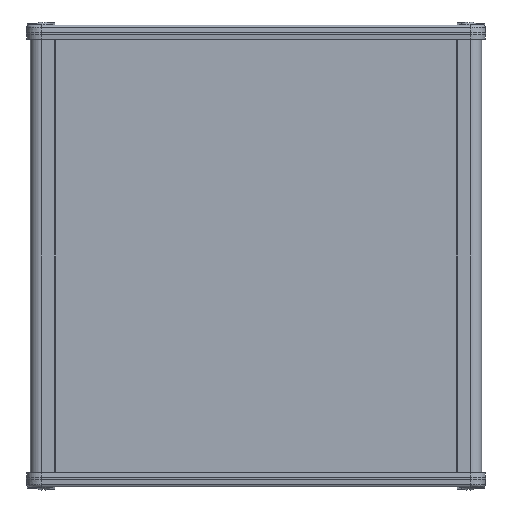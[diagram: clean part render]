
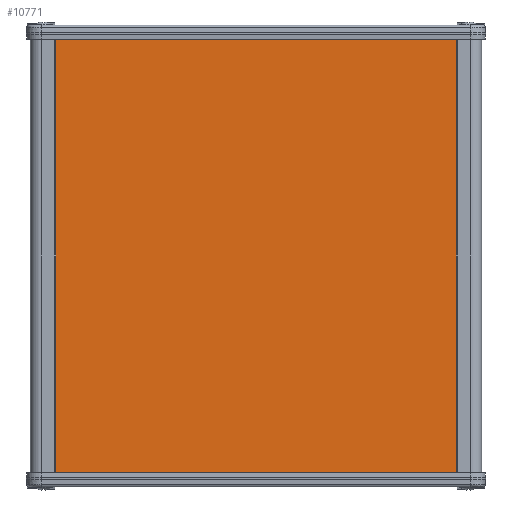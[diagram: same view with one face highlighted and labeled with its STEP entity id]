
A CAD part, front view. The second image highlights one B-rep face of the part: STEP entity #10771.
In plain terms, the highlighted planar face has unit normal (0, -1, 0).
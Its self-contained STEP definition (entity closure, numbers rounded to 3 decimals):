
#493=PLANE('',#11634);
#801=FACE_OUTER_BOUND('',#1353,.T.);
#1353=EDGE_LOOP('',(#7531,#7532,#7533,#7534));
#1827=LINE('',#15796,#2685);
#1984=LINE('',#16330,#2842);
#2056=LINE('',#16590,#2914);
#2057=LINE('',#16591,#2915);
#2685=VECTOR('',#12586,10.);
#2842=VECTOR('',#13139,10.);
#2914=VECTOR('',#13401,10.);
#2915=VECTOR('',#13402,10.);
#4142=VERTEX_POINT('',#15789);
#4145=VERTEX_POINT('',#15794);
#4322=VERTEX_POINT('',#16326);
#4324=VERTEX_POINT('',#16329);
#5316=EDGE_CURVE('',#4145,#4142,#1827,.T.);
#5582=EDGE_CURVE('',#4324,#4322,#1984,.T.);
#5709=EDGE_CURVE('',#4322,#4142,#2056,.T.);
#5710=EDGE_CURVE('',#4324,#4145,#2057,.T.);
#7531=ORIENTED_EDGE('',*,*,#5582,.T.);
#7532=ORIENTED_EDGE('',*,*,#5709,.T.);
#7533=ORIENTED_EDGE('',*,*,#5316,.F.);
#7534=ORIENTED_EDGE('',*,*,#5710,.F.);
#10771=ADVANCED_FACE('',(#801),#493,.F.);
#11634=AXIS2_PLACEMENT_3D('',#16589,#13399,#13400);
#12586=DIRECTION('',(0.,0.,-1.));
#13139=DIRECTION('',(0.,0.,-1.));
#13399=DIRECTION('center_axis',(0.,1.,0.));
#13400=DIRECTION('ref_axis',(0.,0.,1.));
#13401=DIRECTION('',(1.,0.,0.));
#13402=DIRECTION('',(1.,0.,0.));
#15789=CARTESIAN_POINT('',(73.5,-26.25,-80.));
#15794=CARTESIAN_POINT('',(73.5,-26.25,80.));
#15796=CARTESIAN_POINT('',(73.5,-26.25,0.));
#16326=CARTESIAN_POINT('',(-73.5,-26.25,-80.));
#16329=CARTESIAN_POINT('',(-73.5,-26.25,80.));
#16330=CARTESIAN_POINT('',(-73.5,-26.25,0.));
#16589=CARTESIAN_POINT('Origin',(-73.75,-26.25,0.));
#16590=CARTESIAN_POINT('',(0.,-26.25,-80.));
#16591=CARTESIAN_POINT('',(0.,-26.25,80.));
